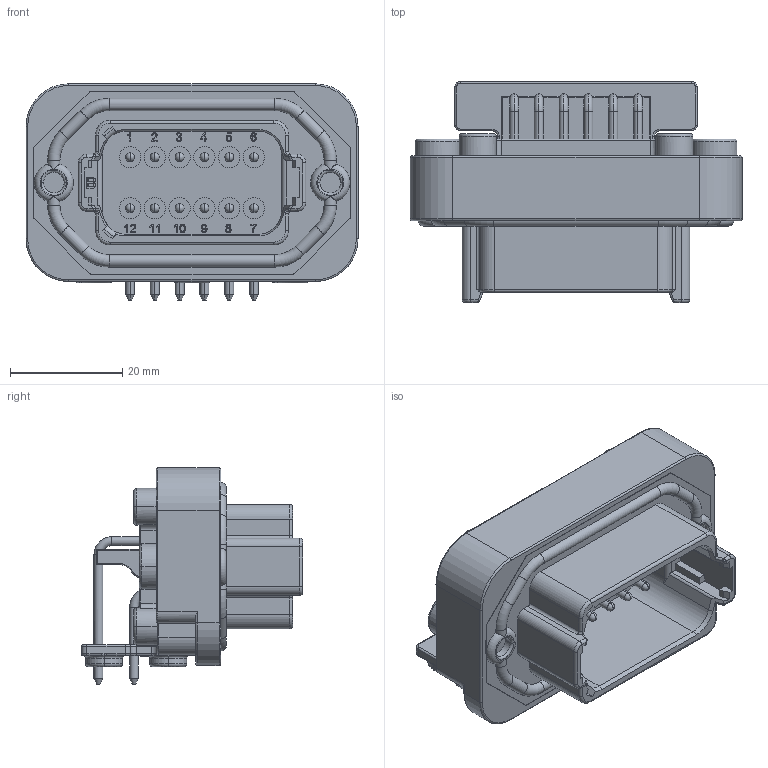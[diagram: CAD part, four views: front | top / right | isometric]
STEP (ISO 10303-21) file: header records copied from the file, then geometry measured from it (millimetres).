
FILE_DESCRIPTION((''),'2;1');
FILE_NAME('C-AT13-12PB-BM03_3D','2018-08-07T',('Jony.xie'),(''),'PRO/ENGINEER BY PARAMETRIC TECHNOLOGY CORPORATION, 2013230','PRO/ENGINEER BY PARAMETRIC TECHNOLOGY CORPORATION, 2013230','');
FILE_SCHEMA(('CONFIG_CONTROL_DESIGN'));
Length unit declared in the file: millimetre
Products named in the file (1): C-AT13-12PB-BM03_3D
Bounding box: 59.2 x 39.47 x 38.57 mm (x, y, z)
Volume: 27264.3 mm3; surface area: 13764.1 mm2
Topology: 1 solids, 2 shells, 1408 faces, 3792 edges, 2435 vertices
Faces by surface type: plane 437, extrusion 426, cylinder 321, torus 136, sphere 38, cone 30, bspline 20
Entity records: 47409 total; most frequent: CARTESIAN_POINT 13539, ORIENTED_EDGE 7508, DIRECTION 5985, EDGE_CURVE 3754, VERTEX_POINT 2435, VECTOR 2211, AXIS2_PLACEMENT_3D 1887, LINE 1785
